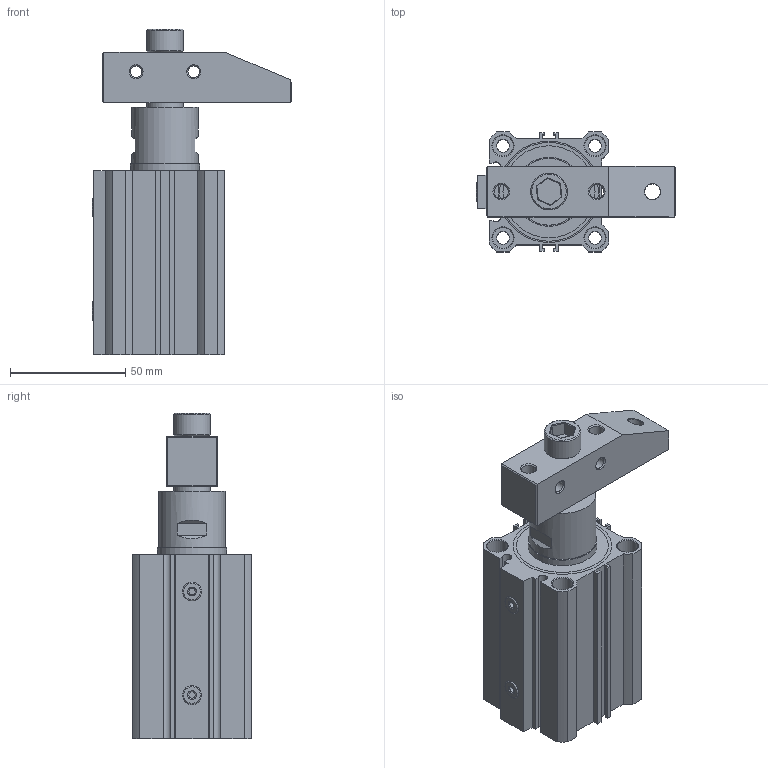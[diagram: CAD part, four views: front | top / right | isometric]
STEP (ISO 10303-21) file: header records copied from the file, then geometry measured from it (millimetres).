
FILE_DESCRIPTION(/* description */ (''),/* implementation_level */ '2;1');
FILE_NAME(/* name */ 'PBS-40-clean.stp',/* time_stamp */ '2020-09-17T16:09:44-04:00',/* author */ ('e&e sp'),/* organization */ (''),/* preprocessor_version */ 'ST-DEVELOPER v17',/* originating_system */ 'Autodesk Inventor 2018',/* authorisation */ '');
FILE_SCHEMA (('AUTOMOTIVE_DESIGN { 1 0 10303 214 3 1 1 }'));
Length unit declared in the file: millimetre
Products named in the file (1): PBS-40_Shrinkwrap_1
Bounding box: 86.45 x 52 x 141.5 mm (x, y, z)
Volume: 192285.9 mm3; surface area: 70386.1 mm2
Topology: 7 solids, 7 shells, 270 faces, 792 edges, 556 vertices
Faces by surface type: plane 115, cone 84, cylinder 62, torus 7, bspline 2
Full cylindrical faces by diameter (mm): 2 x2, 2.808 x2, 5 x2, 5.5 x4, 6.2 x2, 6.8 x2, 8.2 x4, 9 x8, 10 x2, 10.5 x1, 16 x3, 18 x1, 29 x1, 30 x1, 40 x2, 44 x7
Entity records: 10477 total; most frequent: CARTESIAN_POINT 2499, DIRECTION 1710, ORIENTED_EDGE 1582, EDGE_CURVE 791, AXIS2_PLACEMENT_3D 667, VERTEX_POINT 556, CIRCLE 388, LINE 376
